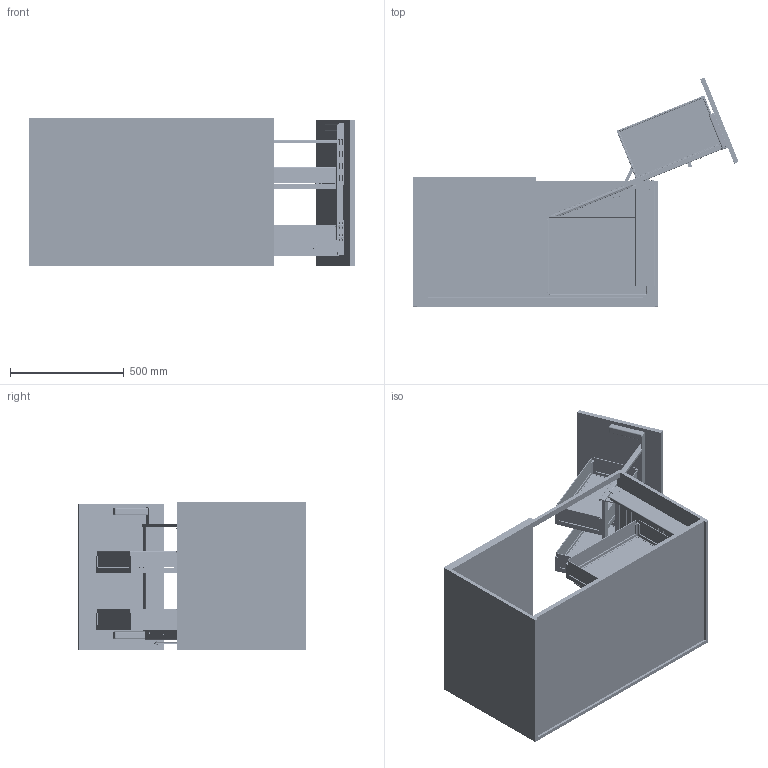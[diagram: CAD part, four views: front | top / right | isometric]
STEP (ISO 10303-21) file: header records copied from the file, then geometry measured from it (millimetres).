
FILE_DESCRIPTION((''),'2;1');
FILE_NAME('ASM0001_ASM','2025-06-23T',('Administrator'),(''),'PRO/ENGINEER BY PARAMETRIC TECHNOLOGY CORPORATION, 2010280','PRO/ENGINEER BY PARAMETRIC TECHNOLOGY CORPORATION, 2010280','');
FILE_SCHEMA(('AUTOMOTIVE_DESIGN_CC2 { 1 2 10303 214 -1 1 5 2 }'));
Products named in the file (60): 900-JU__LV_BL_1_MIR; BEIBAN-SHU-BAN__LV_BL_1_MIR; BEIBAN-HENG-TIAO__LV_BL_1_MIR; BEI-KUANG__-__LV_BL_1_MIR; M5-JIE-ZI__LV_BL_1_MIR; XIN-CHE-JIAN__LV_BL_1_MIR; 19-JIAO-LUN__LV_BL_1_MIR; YUAN-JI-M5X6__LV_BL_1_MIR; BEI-KUANG__-__LV_BL_1_MIR_ASM; JIAO-1___LV_BL_1_MIR; DA-YUAN-JI-M5X6-__LV_BL_1_MIR; CE-KUANG-GAI-__LV_BL_1_MIR; TONG-CHE-JIAN__LV_BL_1_MIR; M5X6__LV_BL_1_MIR; 22_ASM; DE-KUANG-ZUO__LV_BL_1_MIR; FANG-ZHUANG-JIAO__LV_BL_1_MIR; 5301-450____-10127_BL_1_MIR; 5301-450____-15397_BL_1_MIR; 5301-450____-26369_BL_1_MIR; 5301-450_BL_1_MIR_ASM; ZU--LI-QI-_BL_1_MIR; DE-KUANG-JIA__LV_BL_1_MIR_ASM; 11; 135-HE-ZI-XIA__LV_BL_1_MIR; ME-BAN-KOU__LV_BL_1_MIR; DA-YUAN-JI-M5X16__LV_BL_1_MIR; LOUSI-4X14__LV_BL_1_MIR; M5X14__LV_BL_1_MIR; MEI-BAN-KOU--__LV_BL_1_MIR_ASM; CE-ZHONG-KUANG-__LV_BL_1_MIR_ASM; AAAAAA_BL_1_MIR; YUAN-JI-M4X5__LV_BL_1_MIR; ME-BAN___LV_BL_1_MIR; LV-QUAN-_BL_1_MIR; M6X16-_BL_1_MIR; JIAO-DU-LUO-SI-_BL_1_MIR; 135-HE-ZI-SHANG__LV_H-_BL_1_MIR; 135-HE-ZI-GAI-_BL_1_MIR; 870-XIAO-HOU_MIR ...
Assembly tree (141 placements, depth 4):
  ASM0001_ASM
    900-JU__LV_BL_1_MIR
    BEIBAN-SHU-BAN__LV_BL_1_MIR  x2
    BEIBAN-HENG-TIAO__LV_BL_1_MIR  x2
    BEI-KUANG__-__LV_BL_1_MIR_ASM
      BEI-KUANG__-__LV_BL_1_MIR
      M5-JIE-ZI__LV_BL_1_MIR  x12
      XIN-CHE-JIAN__LV_BL_1_MIR  x6
      19-JIAO-LUN__LV_BL_1_MIR  x6
      YUAN-JI-M5X6__LV_BL_1_MIR
    YUAN-JI-M5X6__LV_BL_1_MIR  x3
    JIAO-1___LV_BL_1_MIR  x2
    DA-YUAN-JI-M5X6-__LV_BL_1_MIR
    22_ASM
      CE-KUANG-GAI-__LV_BL_1_MIR
      TONG-CHE-JIAN__LV_BL_1_MIR  x2
      M5X6__LV_BL_1_MIR  x6
    DE-KUANG-JIA__LV_BL_1_MIR_ASM
      DE-KUANG-ZUO__LV_BL_1_MIR
      FANG-ZHUANG-JIAO__LV_BL_1_MIR
      XIN-CHE-JIAN__LV_BL_1_MIR
      19-JIAO-LUN__LV_BL_1_MIR
      5301-450_BL_1_MIR_ASM
        5301-450____-10127_BL_1_MIR
        5301-450____-15397_BL_1_MIR
        5301-450____-26369_BL_1_MIR
      ZU--LI-QI-_BL_1_MIR
    CE-ZHONG-KUANG-__LV_BL_1_MIR_ASM
      11
      135-HE-ZI-XIA__LV_BL_1_MIR
      MEI-BAN-KOU--__LV_BL_1_MIR_ASM  x2
        ME-BAN-KOU__LV_BL_1_MIR
        DA-YUAN-JI-M5X16__LV_BL_1_MIR
        LOUSI-4X14__LV_BL_1_MIR
        M5X14__LV_BL_1_MIR
      XIN-CHE-JIAN__LV_BL_1_MIR
      19-JIAO-LUN__LV_BL_1_MIR
      DA-YUAN-JI-M5X16__LV_BL_1_MIR  x4
    AAAAAA_BL_1_MIR
    YUAN-JI-M4X5__LV_BL_1_MIR  x2
    ME-BAN___LV_BL_1_MIR
    LOUSI-4X14__LV_BL_1_MIR  x11
    LV-QUAN-_BL_1_MIR  x2
    M6X16-_BL_1_MIR  x2
    JIAO-DU-LUO-SI-_BL_1_MIR
    135-HE-ZI-SHANG__LV_H-_BL_1_MIR
    135-HE-ZI-GAI-_BL_1_MIR  x2
    870-XIAO-LAN_MIR_ASM  x2
      870-XIAO-HOU_MIR
      GOU-2_1_MIR
      PIAN-2_1_MIR
      LV--190_MIR
      LV--375_MIR
      CE-GUA-QIAN-ZHUAN-JIAO-JIAN_MIR
      398X213-BAN_1_MIR
      4X70X391_MIR
      4X70X260_1_MIR
    870-DA-LAN_MIR_ASM  x2
      870-DA-HOU_MIR
      GOU-2_1_MIR
Bounding box: 1429.34 x 1006.79 x 655 mm (x, y, z)
Volume: 42341158.2 mm3; surface area: 10031223.3 mm2
Topology: 181 solids, 192 shells, 13536 faces, 36355 edges, 23137 vertices
Faces by surface type: plane 6477, cylinder 4484, bspline 969, cone 848, torus 612, sphere 142, revolution 4
Entity records: 213933 total; most frequent: CARTESIAN_POINT 71410, ORIENTED_EDGE 23382, DIRECTION 21947, EDGE_CURVE 11691, PRESENTATION_STYLE_ASSIGNMENT 10228, STYLED_ITEM 10171, CURVE_STYLE 9828, VECTOR 7583
